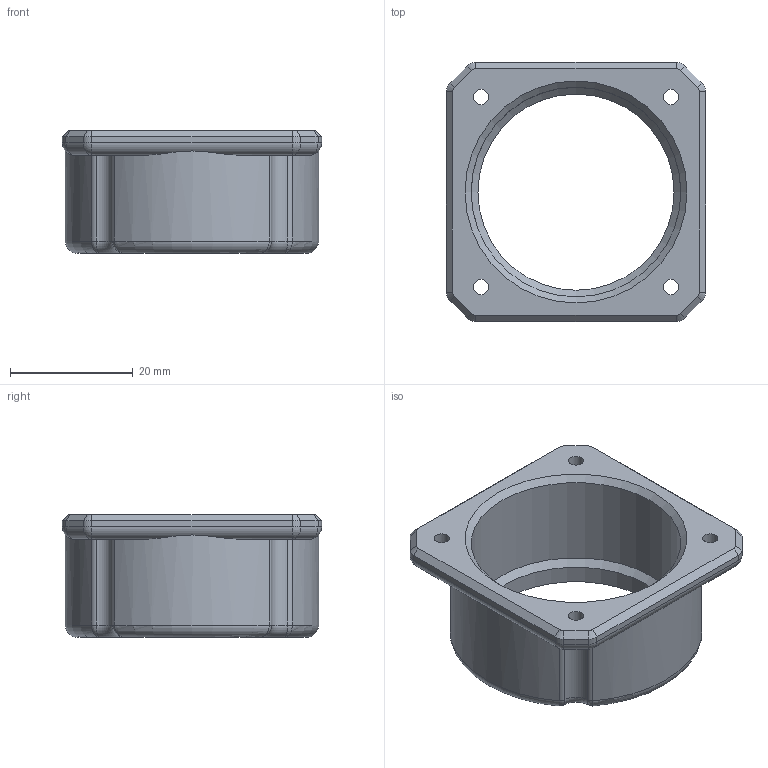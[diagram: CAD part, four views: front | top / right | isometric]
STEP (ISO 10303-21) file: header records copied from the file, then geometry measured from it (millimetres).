
FILE_DESCRIPTION(/* description */ (''),/* implementation_level */ '2;1');
FILE_NAME(/* name */ 'Enclosure.step',/* time_stamp */ '2025-08-28T03:25:29+04:00',/* author */ (''),/* organization */ (''),/* preprocessor_version */ 'ST-DEVELOPER v20.1',/* originating_system */ 'Autodesk Translation Framework v14.10.0.0',/* authorisation */ '');
FILE_SCHEMA (('AUTOMOTIVE_DESIGN { 1 0 10303 214 3 1 1 }'));
Length unit declared in the file: millimetre
Products named in the file (1): Enclosure
Bounding box: 42.3 x 42.3 x 20 mm (x, y, z)
Volume: 9826.8 mm3; surface area: 6408.5 mm2
Topology: 1 solids, 1 shells, 95 faces, 218 edges, 118 vertices
Faces by surface type: cylinder 38, plane 23, cone 10, sphere 8, bspline 8, torus 8
Full cylindrical faces by diameter (mm): 2.5 x4, 32 x1, 34.21 x1
Entity records: 2998 total; most frequent: CARTESIAN_POINT 852, DIRECTION 464, ORIENTED_EDGE 420, EDGE_CURVE 210, AXIS2_PLACEMENT_3D 186, VERTEX_POINT 118, EDGE_LOOP 106, CIRCLE 98
